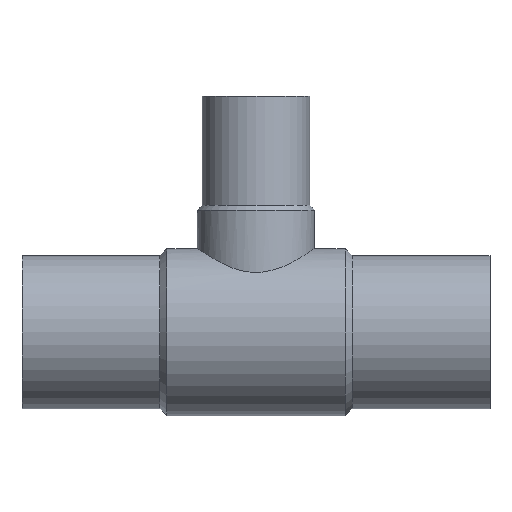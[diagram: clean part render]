
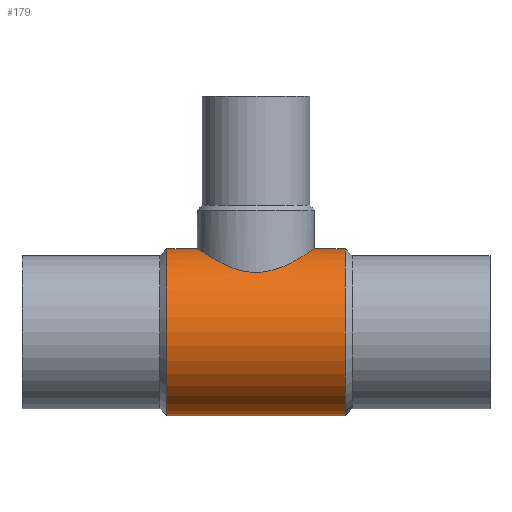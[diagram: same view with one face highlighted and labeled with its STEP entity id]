
A CAD part, top view. The second image highlights one B-rep face of the part: STEP entity #179.
In plain terms, the highlighted cylindrical face has radius 49.1 mm (diameter 98.2 mm), a partial arc.
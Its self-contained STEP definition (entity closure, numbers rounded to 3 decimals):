
#179 = ADVANCED_FACE( '', ( #414 ), #415, .T. );
#201 = EDGE_CURVE( '', #217, #303, #443, .T. );
#207 = EDGE_CURVE( '', #221, #217, #449, .T. );
#217 = VERTEX_POINT( '', #460 );
#221 = VERTEX_POINT( '', #464 );
#229 = VERTEX_POINT( '', #472 );
#235 = EDGE_CURVE( '', #245, #221, #479, .T. );
#245 = VERTEX_POINT( '', #489 );
#249 = EDGE_CURVE( '', #331, #229, #493, .T. );
#303 = VERTEX_POINT( '', #554 );
#327 = EDGE_CURVE( '', #229, #245, #579, .T. );
#331 = VERTEX_POINT( '', #583 );
#333 = EDGE_CURVE( '', #331, #303, #585, .T. );
#414 = FACE_OUTER_BOUND( '', #706, .T. );
#415 = CYLINDRICAL_SURFACE( '', #707, 49.1 );
#443 = LINE( '', #772, #773 );
#449 = B_SPLINE_CURVE_WITH_KNOTS( '', 3, ( #781, #782, #783, #784, #785, #786, #787, #788, #789, #790, #791, #792, #793, #794, #795, #796, #797, #798, #799, #800, #801, #802, #803, #804, #805, #806, #807, #808, #809, #810, #811, #812, #813, #814, #815, #816, #817, #818, #819, #820, #821, #822, #823, #824, #825, #826, #827, #828, #829, #830, #831, #832, #833, #834, #835, #836, #837, #838, #839, #840, #841, #842 ), .UNSPECIFIED., .F., .F., ( 4, 2, 2, 2, 2, 2, 2, 2, 2, 2, 2, 2, 2, 2, 2, 2, 2, 2, 2, 2, 2, 2, 2, 2, 2, 2, 2, 2, 2, 2, 4 ), ( 54.305, 57.675, 61.045, 64.414, 67.784, 71.153, 74.523, 77.893, 81.262, 84.681, 88.099, 94.937, 98.355, 101.774, 105.192, 108.611, 112.03, 115.448, 118.867, 122.285, 129.123, 132.541, 135.96, 139.329, 142.699, 146.068, 149.438, 152.808, 156.177, 159.547, 162.916 ), .UNSPECIFIED. );
#460 = CARTESIAN_POINT( '', ( -171.9, 49.1, 0. ) );
#464 = CARTESIAN_POINT( '', ( -103.1, 49.1, 0. ) );
#472 = CARTESIAN_POINT( '', ( -85.1, -49.1, 0. ) );
#479 = LINE( '', #876, #877 );
#489 = CARTESIAN_POINT( '', ( -85.1, 49.1, 0. ) );
#493 = LINE( '', #930, #931 );
#554 = CARTESIAN_POINT( '', ( -189.9, 49.1, 0. ) );
#579 = CIRCLE( '', #1135, 49.1 );
#583 = CARTESIAN_POINT( '', ( -189.9, -49.1, 0. ) );
#585 = CIRCLE( '', #1143, 49.1 );
#706 = EDGE_LOOP( '', ( #1230, #1231, #1232, #1233, #1234, #1235 ) );
#707 = AXIS2_PLACEMENT_3D( '', #1236, #1237, #1238 );
#772 = CARTESIAN_POINT( '', ( -137.5, 49.1, 0. ) );
#773 = VECTOR( '', #1286, 1. );
#781 = CARTESIAN_POINT( '', ( -103.1, 49.1, 0. ) );
#782 = CARTESIAN_POINT( '', ( -103.1, 49.1, 1.123 ) );
#783 = CARTESIAN_POINT( '', ( -103.155, 49.061, 2.259 ) );
#784 = CARTESIAN_POINT( '', ( -103.381, 48.903, 4.535 ) );
#785 = CARTESIAN_POINT( '', ( -103.552, 48.784, 5.674 ) );
#786 = CARTESIAN_POINT( '', ( -104.008, 48.468, 7.935 ) );
#787 = CARTESIAN_POINT( '', ( -104.293, 48.271, 9.056 ) );
#788 = CARTESIAN_POINT( '', ( -104.975, 47.805, 11.26 ) );
#789 = CARTESIAN_POINT( '', ( -105.37, 47.536, 12.343 ) );
#790 = CARTESIAN_POINT( '', ( -106.262, 46.938, 14.453 ) );
#791 = CARTESIAN_POINT( '', ( -106.759, 46.608, 15.481 ) );
#792 = CARTESIAN_POINT( '', ( -107.843, 45.9, 17.467 ) );
#793 = CARTESIAN_POINT( '', ( -108.43, 45.522, 18.426 ) );
#794 = CARTESIAN_POINT( '', ( -109.678, 44.735, 20.262 ) );
#795 = CARTESIAN_POINT( '', ( -110.34, 44.326, 21.139 ) );
#796 = CARTESIAN_POINT( '', ( -111.72, 43.494, 22.802 ) );
#797 = CARTESIAN_POINT( '', ( -112.439, 43.071, 23.588 ) );
#798 = CARTESIAN_POINT( '', ( -113.923, 42.225, 25.072 ) );
#799 = CARTESIAN_POINT( '', ( -114.717, 41.785, 25.797 ) );
#800 = CARTESIAN_POINT( '', ( -116.391, 40.897, 27.184 ) );
#801 = CARTESIAN_POINT( '', ( -117.271, 40.448, 27.846 ) );
#802 = CARTESIAN_POINT( '', ( -120.024, 39.119, 29.713 ) );
#803 = CARTESIAN_POINT( '', ( -122.012, 38.256, 30.8 ) );
#804 = CARTESIAN_POINT( '', ( -125.154, 37.134, 32.128 ) );
#805 = CARTESIAN_POINT( '', ( -126.228, 36.789, 32.521 ) );
#806 = CARTESIAN_POINT( '', ( -128.418, 36.178, 33.199 ) );
#807 = CARTESIAN_POINT( '', ( -129.533, 35.912, 33.485 ) );
#808 = CARTESIAN_POINT( '', ( -131.788, 35.48, 33.942 ) );
#809 = CARTESIAN_POINT( '', ( -132.928, 35.314, 34.114 ) );
#810 = CARTESIAN_POINT( '', ( -135.214, 35.091, 34.343 ) );
#811 = CARTESIAN_POINT( '', ( -136.36, 35.035, 34.4 ) );
#812 = CARTESIAN_POINT( '', ( -138.64, 35.035, 34.4 ) );
#813 = CARTESIAN_POINT( '', ( -139.786, 35.091, 34.343 ) );
#814 = CARTESIAN_POINT( '', ( -142.072, 35.314, 34.114 ) );
#815 = CARTESIAN_POINT( '', ( -143.212, 35.48, 33.942 ) );
#816 = CARTESIAN_POINT( '', ( -145.467, 35.912, 33.485 ) );
#817 = CARTESIAN_POINT( '', ( -146.582, 36.178, 33.199 ) );
#818 = CARTESIAN_POINT( '', ( -148.772, 36.789, 32.521 ) );
#819 = CARTESIAN_POINT( '', ( -149.846, 37.134, 32.128 ) );
#820 = CARTESIAN_POINT( '', ( -152.988, 38.256, 30.8 ) );
#821 = CARTESIAN_POINT( '', ( -154.976, 39.119, 29.713 ) );
#822 = CARTESIAN_POINT( '', ( -157.729, 40.448, 27.846 ) );
#823 = CARTESIAN_POINT( '', ( -158.609, 40.897, 27.184 ) );
#824 = CARTESIAN_POINT( '', ( -160.283, 41.785, 25.797 ) );
#825 = CARTESIAN_POINT( '', ( -161.077, 42.225, 25.072 ) );
#826 = CARTESIAN_POINT( '', ( -162.561, 43.071, 23.588 ) );
#827 = CARTESIAN_POINT( '', ( -163.28, 43.494, 22.802 ) );
#828 = CARTESIAN_POINT( '', ( -164.66, 44.326, 21.139 ) );
#829 = CARTESIAN_POINT( '', ( -165.322, 44.735, 20.262 ) );
#830 = CARTESIAN_POINT( '', ( -166.57, 45.522, 18.426 ) );
#831 = CARTESIAN_POINT( '', ( -167.157, 45.9, 17.467 ) );
#832 = CARTESIAN_POINT( '', ( -168.241, 46.608, 15.481 ) );
#833 = CARTESIAN_POINT( '', ( -168.738, 46.938, 14.453 ) );
#834 = CARTESIAN_POINT( '', ( -169.63, 47.536, 12.343 ) );
#835 = CARTESIAN_POINT( '', ( -170.025, 47.805, 11.26 ) );
#836 = CARTESIAN_POINT( '', ( -170.707, 48.271, 9.056 ) );
#837 = CARTESIAN_POINT( '', ( -170.992, 48.468, 7.935 ) );
#838 = CARTESIAN_POINT( '', ( -171.448, 48.784, 5.674 ) );
#839 = CARTESIAN_POINT( '', ( -171.619, 48.903, 4.535 ) );
#840 = CARTESIAN_POINT( '', ( -171.845, 49.061, 2.259 ) );
#841 = CARTESIAN_POINT( '', ( -171.9, 49.1, 1.123 ) );
#842 = CARTESIAN_POINT( '', ( -171.9, 49.1, 0. ) );
#876 = CARTESIAN_POINT( '', ( -137.5, 49.1, 0. ) );
#877 = VECTOR( '', #1315, 1. );
#930 = CARTESIAN_POINT( '', ( -137.5, -49.1, 0. ) );
#931 = VECTOR( '', #1324, 1. );
#1135 = AXIS2_PLACEMENT_3D( '', #1422, #1423, #1424 );
#1143 = AXIS2_PLACEMENT_3D( '', #1428, #1429, #1430 );
#1230 = ORIENTED_EDGE( '', *, *, #235, .T. );
#1231 = ORIENTED_EDGE( '', *, *, #207, .T. );
#1232 = ORIENTED_EDGE( '', *, *, #201, .T. );
#1233 = ORIENTED_EDGE( '', *, *, #333, .F. );
#1234 = ORIENTED_EDGE( '', *, *, #249, .T. );
#1235 = ORIENTED_EDGE( '', *, *, #327, .T. );
#1236 = CARTESIAN_POINT( '', ( -137.5, 0., 0. ) );
#1237 = DIRECTION( '', ( 1., 0., 0. ) );
#1238 = DIRECTION( '', ( 0., 1., 0. ) );
#1286 = DIRECTION( '', ( -1., 0., 0. ) );
#1315 = DIRECTION( '', ( -1., 0., 0. ) );
#1324 = DIRECTION( '', ( 1., 0., 0. ) );
#1422 = CARTESIAN_POINT( '', ( -85.1, 0., 0. ) );
#1423 = DIRECTION( '', ( -1., 0., 0. ) );
#1424 = DIRECTION( '', ( 0., 1., 0. ) );
#1428 = CARTESIAN_POINT( '', ( -189.9, 0., 0. ) );
#1429 = DIRECTION( '', ( -1., 0., 0. ) );
#1430 = DIRECTION( '', ( 0., 1., 0. ) );
